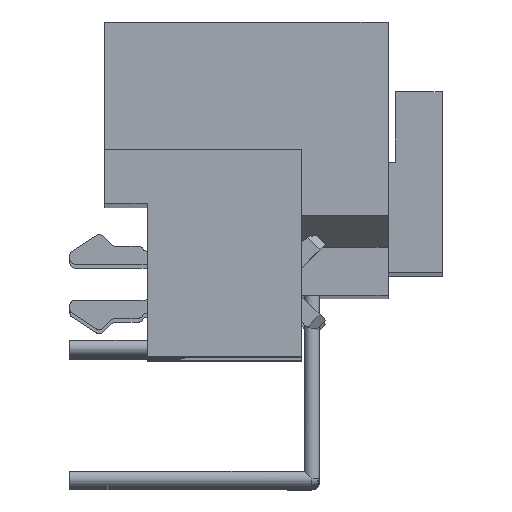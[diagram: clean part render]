
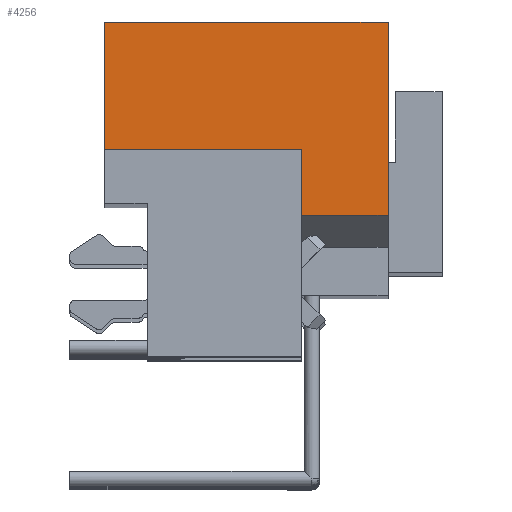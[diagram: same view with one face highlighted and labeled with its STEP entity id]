
A CAD part, top view. The second image highlights one B-rep face of the part: STEP entity #4256.
In plain terms, the highlighted planar face has unit normal (0, 0, 1).
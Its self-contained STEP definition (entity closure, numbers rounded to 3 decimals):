
#3814=PLANE('',#14247);
#4256=ADVANCED_FACE('',(#5195),#3814,.T.);
#5195=FACE_OUTER_BOUND('',#5774,.T.);
#5774=EDGE_LOOP('',(#9715,#9716,#9717,#9718,#9719,#9720));
#7040=LINE('',#19572,#7842);
#7042=LINE('',#19576,#7844);
#7046=LINE('',#19586,#7848);
#7071=LINE('',#19767,#7873);
#7077=LINE('',#19779,#7879);
#7078=LINE('',#19781,#7880);
#7842=VECTOR('',#16025,1.);
#7844=VECTOR('',#16029,1.);
#7848=VECTOR('',#16039,1.);
#7873=VECTOR('',#16208,1.);
#7879=VECTOR('',#16218,1.);
#7880=VECTOR('',#16221,1.);
#9715=ORIENTED_EDGE('',*,*,#13137,.T.);
#9716=ORIENTED_EDGE('',*,*,#13040,.T.);
#9717=ORIENTED_EDGE('',*,*,#13034,.T.);
#9718=ORIENTED_EDGE('',*,*,#13032,.F.);
#9719=ORIENTED_EDGE('',*,*,#13138,.F.);
#9720=ORIENTED_EDGE('',*,*,#13131,.F.);
#11889=VERTEX_POINT('',#19558);
#11896=VERTEX_POINT('',#19571);
#11898=VERTEX_POINT('',#19577);
#11901=VERTEX_POINT('',#19587);
#11984=VERTEX_POINT('',#19766);
#11985=VERTEX_POINT('',#19768);
#13032=EDGE_CURVE('',#11896,#11889,#7040,.T.);
#13034=EDGE_CURVE('',#11898,#11889,#7042,.T.);
#13040=EDGE_CURVE('',#11901,#11898,#7046,.T.);
#13131=EDGE_CURVE('',#11984,#11985,#7071,.T.);
#13137=EDGE_CURVE('',#11984,#11901,#7077,.T.);
#13138=EDGE_CURVE('',#11985,#11896,#7078,.T.);
#14247=AXIS2_PLACEMENT_3D('',#19782,#16222,#16223);
#16025=DIRECTION('',(0.,-1.,0.));
#16029=DIRECTION('',(1.,0.,0.));
#16039=DIRECTION('',(0.,-1.,0.));
#16208=DIRECTION('',(0.,1.,0.));
#16218=DIRECTION('',(1.,0.,0.));
#16221=DIRECTION('',(1.,0.,0.));
#16222=DIRECTION('',(0.,0.,1.));
#16223=DIRECTION('',(1.,0.,0.));
#19558=CARTESIAN_POINT('',(9.35,3.098,87.5));
#19571=CARTESIAN_POINT('',(9.35,10.6,87.5));
#19572=CARTESIAN_POINT('',(9.35,10.6,87.5));
#19576=CARTESIAN_POINT('',(6.,3.098,87.5));
#19577=CARTESIAN_POINT('',(6.,3.098,87.5));
#19586=CARTESIAN_POINT('',(6.,5.65,87.5));
#19587=CARTESIAN_POINT('',(6.,5.65,87.5));
#19766=CARTESIAN_POINT('',(-1.65,5.65,87.5));
#19767=CARTESIAN_POINT('',(-1.65,5.65,87.5));
#19768=CARTESIAN_POINT('',(-1.65,10.6,87.5));
#19779=CARTESIAN_POINT('',(-1.65,5.65,87.5));
#19781=CARTESIAN_POINT('',(-1.65,10.6,87.5));
#19782=CARTESIAN_POINT('',(-2.2,2.735,87.5));
